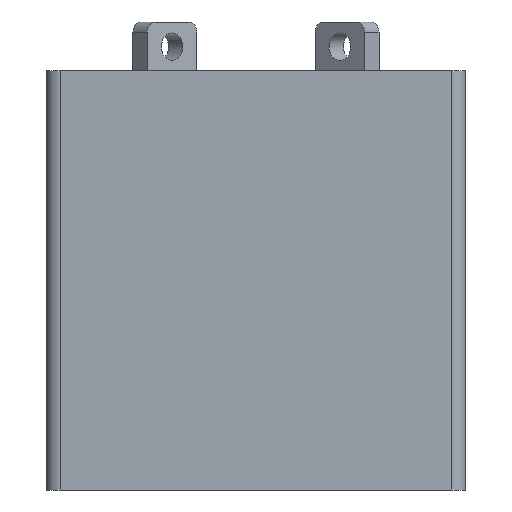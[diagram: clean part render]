
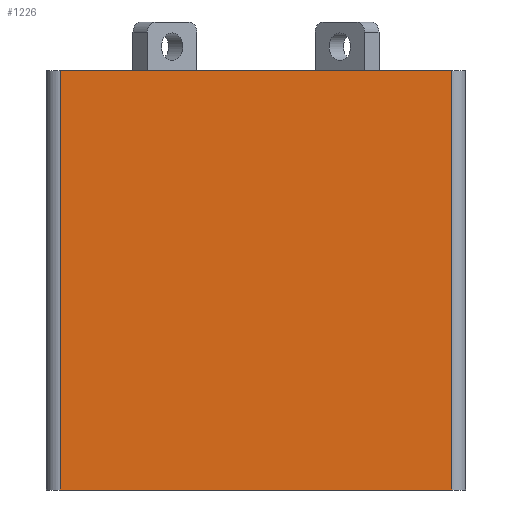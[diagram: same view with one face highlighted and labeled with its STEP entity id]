
A CAD part, front view. The second image highlights one B-rep face of the part: STEP entity #1226.
In plain terms, the highlighted planar face has unit normal (0, -1, 0).
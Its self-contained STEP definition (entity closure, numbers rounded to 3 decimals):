
#73=PLANE('',#1344);
#133=FACE_OUTER_BOUND('',#214,.T.);
#214=EDGE_LOOP('',(#1080,#1081,#1082,#1083));
#288=LINE('',#1850,#414);
#338=LINE('',#1994,#464);
#340=LINE('',#1998,#466);
#341=LINE('',#1999,#467);
#414=VECTOR('',#1502,10.);
#464=VECTOR('',#1646,10.);
#466=VECTOR('',#1650,10.);
#467=VECTOR('',#1651,10.);
#580=VERTEX_POINT('',#1846);
#582=VERTEX_POINT('',#1849);
#629=VERTEX_POINT('',#1992);
#630=VERTEX_POINT('',#1997);
#715=EDGE_CURVE('',#582,#580,#288,.T.);
#787=EDGE_CURVE('',#629,#580,#338,.T.);
#789=EDGE_CURVE('',#629,#630,#340,.T.);
#790=EDGE_CURVE('',#582,#630,#341,.T.);
#1080=ORIENTED_EDGE('',*,*,#787,.F.);
#1081=ORIENTED_EDGE('',*,*,#789,.T.);
#1082=ORIENTED_EDGE('',*,*,#790,.F.);
#1083=ORIENTED_EDGE('',*,*,#715,.T.);
#1226=ADVANCED_FACE('',(#133),#73,.T.);
#1344=AXIS2_PLACEMENT_3D('',#1996,#1648,#1649);
#1502=DIRECTION('',(-1.,0.,0.));
#1646=DIRECTION('',(0.,0.,1.));
#1648=DIRECTION('center_axis',(0.,-1.,0.));
#1649=DIRECTION('ref_axis',(0.,0.,-1.));
#1650=DIRECTION('',(1.,0.,0.));
#1651=DIRECTION('',(0.,0.,-1.));
#1846=CARTESIAN_POINT('',(2.,-56.,60.));
#1849=CARTESIAN_POINT('',(58.,-56.,60.));
#1850=CARTESIAN_POINT('',(60.,-56.,60.));
#1992=CARTESIAN_POINT('',(2.,-56.,0.));
#1994=CARTESIAN_POINT('',(2.,-56.,45.));
#1996=CARTESIAN_POINT('Origin',(30.,-56.,30.));
#1997=CARTESIAN_POINT('',(58.,-56.,0.));
#1998=CARTESIAN_POINT('',(0.,-56.,0.));
#1999=CARTESIAN_POINT('',(58.,-56.,15.));
